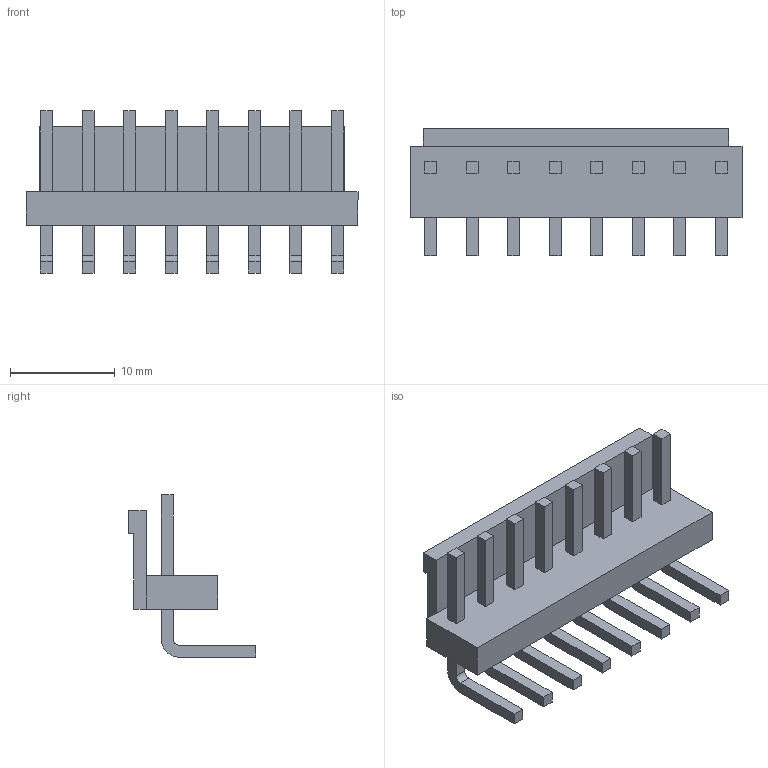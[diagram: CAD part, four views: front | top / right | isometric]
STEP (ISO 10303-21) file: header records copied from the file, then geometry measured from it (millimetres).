
FILE_DESCRIPTION (( 'STEP AP214' ), '1' );
FILE_NAME ('B8PS-VH.STEP', '2010-06-15T05:01:28', ( 'JSTOEC' ), ( '' ), 'SwSTEP 2.0', 'SolidWorks 2005235', '' );
FILE_SCHEMA (( 'AUTOMOTIVE_DESIGN' ));
Length unit declared in the file: millimetre
Products named in the file (1): B8PS-VH
Bounding box: 31.62 x 12.1 x 15.47 mm (x, y, z)
Volume: 1252.4 mm3; surface area: 1876.2 mm2
Topology: 1 solids, 1 shells, 126 faces, 322 edges, 214 vertices
Faces by surface type: plane 110, cylinder 16
Entity records: 5017 total; most frequent: CARTESIAN_POINT 663, ORIENTED_EDGE 644, DIRECTION 608, EDGE_CURVE 322, VECTOR 290, LINE 290, VERTEX_POINT 214, AXIS2_PLACEMENT_3D 159
